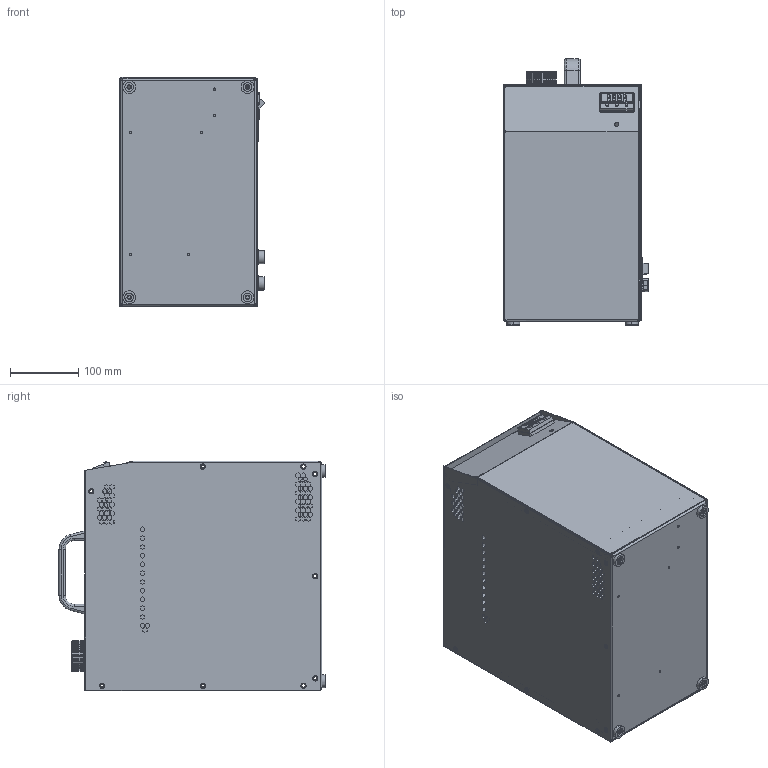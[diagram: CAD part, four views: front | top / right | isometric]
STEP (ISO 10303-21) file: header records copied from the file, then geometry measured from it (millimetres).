
FILE_DESCRIPTION (( 'STEP AP214' ), '1' );
FILE_NAME ('MRC300,DH2,DV.STEP', '2018-12-12T09:09:45', ( '' ), ( '' ), 'SwSTEP 2.0', 'SolidWorks 2016', '' );
FILE_SCHEMA (( 'AUTOMOTIVE_DESIGN' ));
Length unit declared in the file: inch
Products named in the file (25): 5.2; 7.1; MRC300,DH2,DV; 7.3; 7.4; 6.2; Part6; 7.3.2; Part4; 6.3; Part1; Part7; Part3; 7.5.1; Part2; ASM0001_ASM; 2.1; 7.2; 7.5; 5.1; 4.1; 6.1; 7.3.1; Part5; 3.1
Assembly tree (28 placements, depth 5):
  MRC300,DH2,DV
    ASM0001_ASM
      Part1
      Part2
        2.1
      Part3
        3.1
      Part4
        4.1
      Part5
        5.1
        5.2
      Part6
        6.1
        6.2
        6.3
      Part7
        7.1  x4
        7.2
        7.3  x2
          7.3.1
          7.3.2
        7.4
        7.5
          7.5.1
Bounding box: 214 x 391 x 337.61 mm (x, y, z)
Volume: 1121190.6 mm3; surface area: 1264915.4 mm2
Topology: 20 solids, 21 shells, 2102 faces, 5597 edges, 3620 vertices
Faces by surface type: plane 1354, cylinder 565, bspline 102, cone 81
Entity records: 79057 total; most frequent: CARTESIAN_POINT 28412, ORIENTED_EDGE 10634, DIRECTION 9500, EDGE_CURVE 5317, LINE 3782, VECTOR 3782, VERTEX_POINT 3456, AXIS2_PLACEMENT_3D 2859
